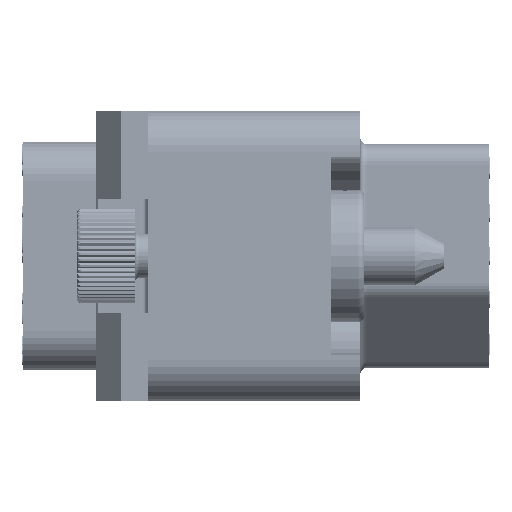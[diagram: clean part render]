
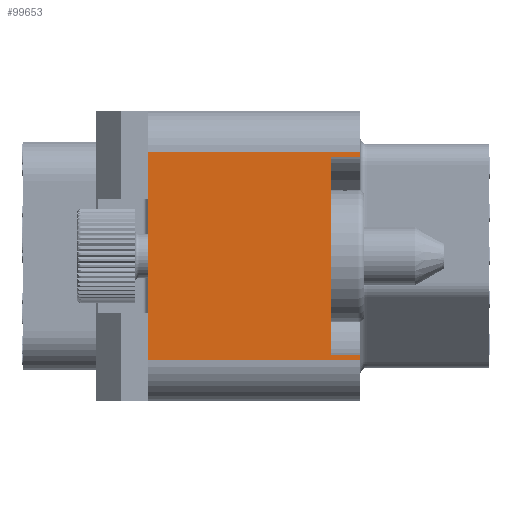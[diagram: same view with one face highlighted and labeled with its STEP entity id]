
A CAD part, left-side view. The second image highlights one B-rep face of the part: STEP entity #99653.
In plain terms, the highlighted planar face has unit normal (-1, 0, 0).
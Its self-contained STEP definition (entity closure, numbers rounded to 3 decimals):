
#7476=DIRECTION('',(0.,-1.,0.));
#7477=VECTOR('',#7476,10.25);
#7478=CARTESIAN_POINT('',(-40.,10.25,5.));
#7479=LINE('',#7478,#7477);
#7485=DIRECTION('',(0.,0.,1.));
#7486=VECTOR('',#7485,9.5);
#7487=CARTESIAN_POINT('',(-40.,1.4,-4.75));
#7488=LINE('',#7487,#7486);
#7489=DIRECTION('',(0.,1.,0.));
#7490=VECTOR('',#7489,1.4);
#7491=CARTESIAN_POINT('',(-40.,0.,-4.75));
#7492=LINE('',#7491,#7490);
#7493=DIRECTION('',(0.,0.,-1.));
#7494=VECTOR('',#7493,0.25);
#7495=CARTESIAN_POINT('',(-40.,0.,-4.75));
#7496=LINE('',#7495,#7494);
#7497=DIRECTION('',(0.,0.,-1.));
#7498=VECTOR('',#7497,0.25);
#7499=CARTESIAN_POINT('',(-40.,0.,5.));
#7500=LINE('',#7499,#7498);
#7501=DIRECTION('',(0.,1.,0.));
#7502=VECTOR('',#7501,1.4);
#7503=CARTESIAN_POINT('',(-40.,0.,4.75));
#7504=LINE('',#7503,#7502);
#7851=DIRECTION('',(0.,0.,-1.));
#7852=VECTOR('',#7851,10.);
#7853=CARTESIAN_POINT('',(-40.,10.25,5.));
#7854=LINE('',#7853,#7852);
#7954=DIRECTION('',(0.,1.,0.));
#7955=VECTOR('',#7954,10.25);
#7956=CARTESIAN_POINT('',(-40.,0.,-5.));
#7957=LINE('',#7956,#7955);
#75062=CARTESIAN_POINT('',(-40.,0.,5.));
#75063=VERTEX_POINT('',#75062);
#75064=CARTESIAN_POINT('',(-40.,10.25,5.));
#75065=VERTEX_POINT('',#75064);
#75070=CARTESIAN_POINT('',(-40.,10.25,-5.));
#75071=VERTEX_POINT('',#75070);
#75072=CARTESIAN_POINT('',(-40.,0.,-5.));
#75073=VERTEX_POINT('',#75072);
#75090=CARTESIAN_POINT('',(-40.,0.,-4.75));
#75092=VERTEX_POINT('',#75090);
#75096=CARTESIAN_POINT('',(-40.,0.,4.75));
#75097=VERTEX_POINT('',#75096);
#75098=CARTESIAN_POINT('',(-40.,1.4,-4.75));
#75099=CARTESIAN_POINT('',(-40.,1.4,4.75));
#75100=VERTEX_POINT('',#75098);
#75101=VERTEX_POINT('',#75099);
#99633=CARTESIAN_POINT('',(-40.,0.,7.));
#99634=DIRECTION('',(-1.,0.,0.));
#99635=DIRECTION('',(0.,1.,0.));
#99636=AXIS2_PLACEMENT_3D('',#99633,#99634,#99635);
#99637=PLANE('',#99636);
#99639=ORIENTED_EDGE('',*,*,#99638,.F.);
#99641=ORIENTED_EDGE('',*,*,#99640,.F.);
#99642=ORIENTED_EDGE('',*,*,#98814,.T.);
#99644=ORIENTED_EDGE('',*,*,#99643,.T.);
#99646=ORIENTED_EDGE('',*,*,#99645,.F.);
#99647=ORIENTED_EDGE('',*,*,#99626,.T.);
#99648=ORIENTED_EDGE('',*,*,#98822,.T.);
#99650=ORIENTED_EDGE('',*,*,#99649,.T.);
#99651=EDGE_LOOP('',(#99639,#99641,#99642,#99644,#99646,#99647,#99648,#99650));
#99652=FACE_OUTER_BOUND('',#99651,.F.);
#99653=ADVANCED_FACE('',(#99652),#99637,.T.);
#98814=EDGE_CURVE('',#75092,#75073,#7496,.T.);
#98822=EDGE_CURVE('',#75063,#75097,#7500,.T.);
#99626=EDGE_CURVE('',#75065,#75063,#7479,.T.);
#99638=EDGE_CURVE('',#75100,#75101,#7488,.T.);
#99640=EDGE_CURVE('',#75092,#75100,#7492,.T.);
#99643=EDGE_CURVE('',#75073,#75071,#7957,.T.);
#99645=EDGE_CURVE('',#75065,#75071,#7854,.T.);
#99649=EDGE_CURVE('',#75097,#75101,#7504,.T.);
